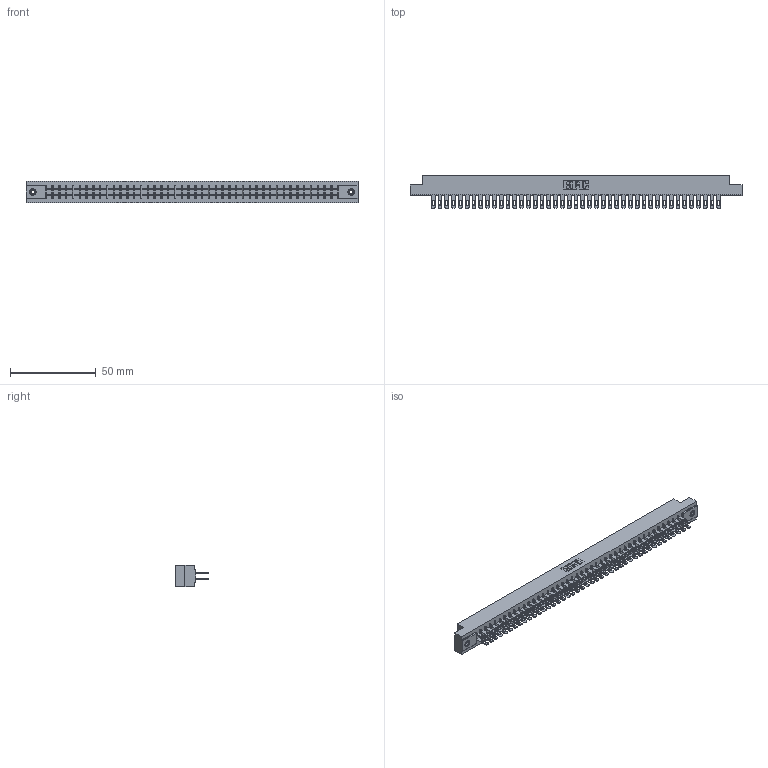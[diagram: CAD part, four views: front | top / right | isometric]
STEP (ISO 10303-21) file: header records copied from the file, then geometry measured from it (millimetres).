
FILE_DESCRIPTION (( 'STEP AP203' ), '1' );
FILE_NAME ('315-086-500-208.STEP', '2019-09-11T00:09:46', ( '' ), ( '' ), 'SwSTEP 2.0', 'SolidWorks 2016', '' );
FILE_SCHEMA (( 'CONFIG_CONTROL_DESIGN' ));
Length unit declared in the file: inch
Products named in the file (4): 305-290-001_500; 315-086-500-208; 345-250-001_345-250-003-102; 305 Part_.156 Dia
Assembly tree (89 placements, depth 2):
  315-086-500-208
    305 Part_.156 Dia
    305-290-001_500  x86
    345-250-001_345-250-003-102  x2
Bounding box: 193.4 x 18.85 x 12.7 mm (x, y, z)
Volume: 20441.8 mm3; surface area: 27732.2 mm2
Topology: 89 solids, 89 shells, 4476 faces, 12793 edges, 8290 vertices
Faces by surface type: plane 2508, cylinder 1780, sphere 172, cone 12, torus 4
Entity records: 47643 total; most frequent: CARTESIAN_POINT 7866, ORIENTED_EDGE 7802, DIRECTION 7621, EDGE_CURVE 3901, VECTOR 3151, LINE 3151, VERTEX_POINT 2480, AXIS2_PLACEMENT_3D 2235
